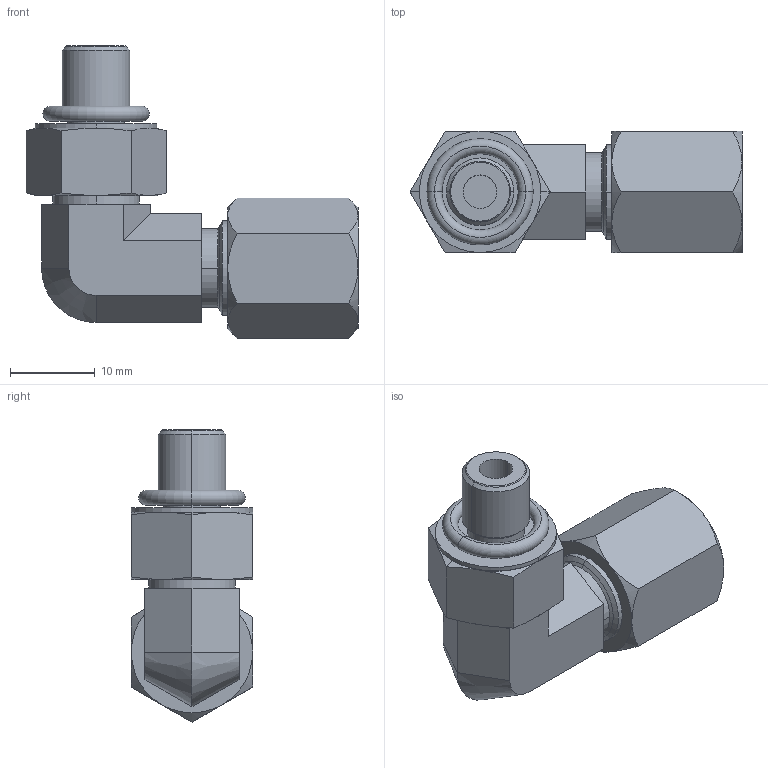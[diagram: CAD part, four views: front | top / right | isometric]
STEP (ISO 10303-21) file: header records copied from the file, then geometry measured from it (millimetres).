
FILE_DESCRIPTION((''),'2;1');
FILE_NAME('ILC30160142','2022-10-24T11:42:14',('rkuestersteffen'),(''),'CREO PARAMETRIC BY PTC INC, 2021164','CREO PARAMETRIC BY PTC INC, 2021164','');
FILE_SCHEMA(('AUTOMOTIVE_DESIGN { 1 0 10303 214 1 1 1 1 }'));
Length unit declared in the file: inch
Products named in the file (1): ILC30160142
Bounding box: 39.07 x 14.29 x 34.41 mm (x, y, z)
Volume: 6024 mm3; surface area: 4063.6 mm2
Topology: 2 solids, 5 shells, 91 faces, 212 edges, 134 vertices
Faces by surface type: plane 35, cylinder 28, cone 24, torus 4
Entity records: 3743 total; most frequent: CARTESIAN_POINT 796, DIRECTION 480, ORIENTED_EDGE 410, PRESENTATION_STYLE_ASSIGNMENT 224, STYLED_ITEM 224, CURVE_STYLE 219, EDGE_CURVE 212, AXIS2_PLACEMENT_3D 195
